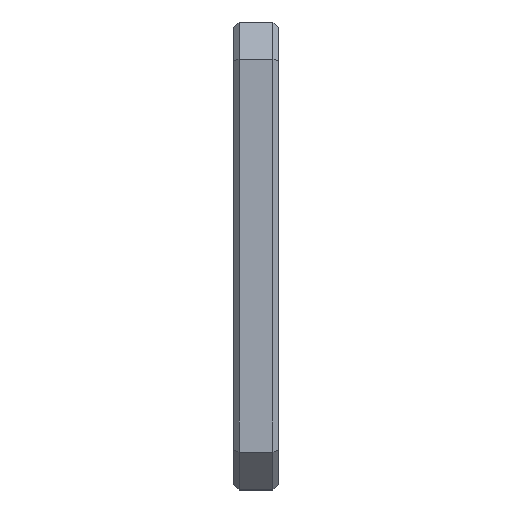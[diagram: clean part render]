
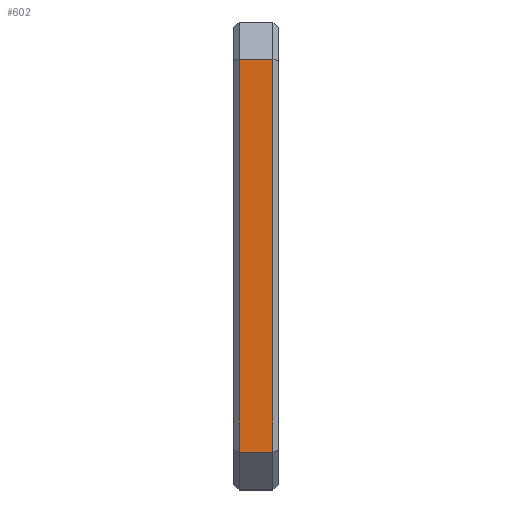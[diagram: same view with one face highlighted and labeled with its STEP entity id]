
A CAD part, top view. The second image highlights one B-rep face of the part: STEP entity #602.
In plain terms, the highlighted planar face has unit normal (0, 0, 1).
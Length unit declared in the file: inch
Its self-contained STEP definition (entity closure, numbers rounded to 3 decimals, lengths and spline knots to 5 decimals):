
#14 = DIRECTION ( 'NONE',  ( 0., 1., 0. ) ) ;
#30 = CARTESIAN_POINT ( 'NONE',  ( 0.01, -0.37, 0.44 ) ) ;
#70 = CARTESIAN_POINT ( 'NONE',  ( 0.01, -0.44, 0.44 ) ) ;
#94 = EDGE_CURVE ( 'NONE', #499, #374, #212, .T. ) ;
#212 = LINE ( 'NONE', #70, #317 ) ;
#224 = LINE ( 'NONE', #301, #575 ) ;
#270 = VERTEX_POINT ( 'NONE', #916 ) ;
#274 = CARTESIAN_POINT ( 'NONE',  ( 0.01, 0.37, 0.44 ) ) ;
#296 = ORIENTED_EDGE ( 'NONE', *, *, #94, .T. ) ;
#301 = CARTESIAN_POINT ( 'NONE',  ( 0.084, -0.37, 0.44 ) ) ;
#317 = VECTOR ( 'NONE', #707, 39.37008 ) ;
#374 = VERTEX_POINT ( 'NONE', #30 ) ;
#419 = ORIENTED_EDGE ( 'NONE', *, *, #760, .T. ) ;
#438 = VECTOR ( 'NONE', #710, 39.37008 ) ;
#499 = VERTEX_POINT ( 'NONE', #274 ) ;
#537 = ORIENTED_EDGE ( 'NONE', *, *, #742, .T. ) ;
#575 = VECTOR ( 'NONE', #1115, 39.37008 ) ;
#602 = ADVANCED_FACE ( 'NONE', ( #787 ), #1185, .F. ) ;
#647 = DIRECTION ( 'NONE',  ( 0., 0., -1. ) ) ;
#652 = DIRECTION ( 'NONE',  ( -1., 0., 0. ) ) ;
#705 = AXIS2_PLACEMENT_3D ( 'NONE', #1108, #647, #14 ) ;
#707 = DIRECTION ( 'NONE',  ( 0., -1., 0. ) ) ;
#710 = DIRECTION ( 'NONE',  ( 0., 1., 0. ) ) ;
#742 = EDGE_CURVE ( 'NONE', #803, #499, #962, .T. ) ;
#760 = EDGE_CURVE ( 'NONE', #374, #270, #224, .T. ) ;
#776 = EDGE_LOOP ( 'NONE', ( #419, #965, #537, #296 ) ) ;
#787 = FACE_OUTER_BOUND ( 'NONE', #776, .T. ) ;
#803 = VERTEX_POINT ( 'NONE', #934 ) ;
#916 = CARTESIAN_POINT ( 'NONE',  ( 0.074, -0.37, 0.44 ) ) ;
#920 = LINE ( 'NONE', #1096, #438 ) ;
#934 = CARTESIAN_POINT ( 'NONE',  ( 0.074, 0.37, 0.44 ) ) ;
#935 = VECTOR ( 'NONE', #652, 39.37008 ) ;
#962 = LINE ( 'NONE', #1122, #935 ) ;
#965 = ORIENTED_EDGE ( 'NONE', *, *, #968, .T. ) ;
#968 = EDGE_CURVE ( 'NONE', #270, #803, #920, .T. ) ;
#1096 = CARTESIAN_POINT ( 'NONE',  ( 0.074, 0.37, 0.44 ) ) ;
#1108 = CARTESIAN_POINT ( 'NONE',  ( 0.084, -0.44, 0.44 ) ) ;
#1115 = DIRECTION ( 'NONE',  ( 1., 0., 0. ) ) ;
#1122 = CARTESIAN_POINT ( 'NONE',  ( 0.084, 0.37, 0.44 ) ) ;
#1185 = PLANE ( 'NONE',  #705 ) ;
